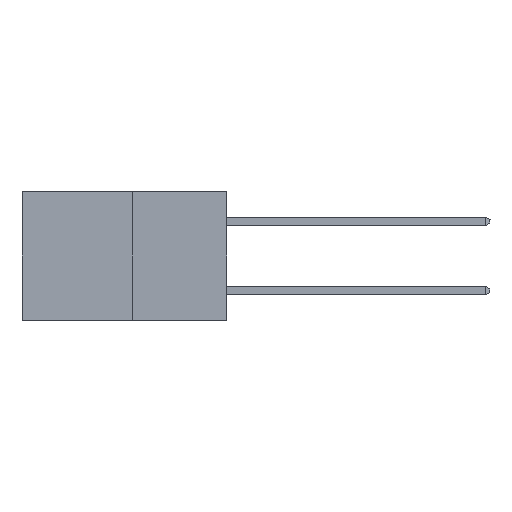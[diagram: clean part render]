
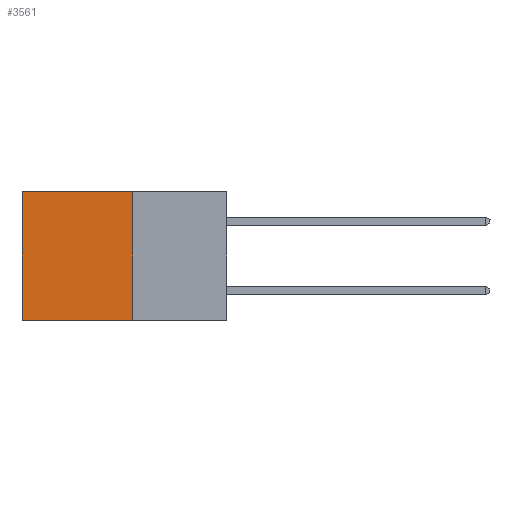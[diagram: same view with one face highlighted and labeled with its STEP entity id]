
A CAD part, left-side view. The second image highlights one B-rep face of the part: STEP entity #3561.
In plain terms, the highlighted planar face has unit normal (-1, 0, 0).
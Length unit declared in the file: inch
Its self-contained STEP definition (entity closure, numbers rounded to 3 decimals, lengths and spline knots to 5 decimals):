
#8 = VECTOR ( 'NONE', #9529, 39.37008 ) ;
#99 = EDGE_CURVE ( 'NONE', #3377, #5339, #8566, .T. ) ;
#146 = EDGE_CURVE ( 'NONE', #6659, #5339, #8162, .T. ) ;
#596 = AXIS2_PLACEMENT_3D ( 'NONE', #4073, #612, #6238 ) ;
#612 = DIRECTION ( 'NONE',  ( 1., 0., 0. ) ) ;
#707 = EDGE_CURVE ( 'NONE', #5514, #3377, #6211, .T. ) ;
#751 = CARTESIAN_POINT ( 'NONE',  ( 0.277, 0.59, -0.37 ) ) ;
#1013 = EDGE_LOOP ( 'NONE', ( #5999, #4326, #6197, #9601 ) ) ;
#1294 = FACE_OUTER_BOUND ( 'NONE', #1013, .T. ) ;
#1655 = LINE ( 'NONE', #6764, #5727 ) ;
#3050 = DIRECTION ( 'NONE',  ( 0., 1., 0. ) ) ;
#3377 = VERTEX_POINT ( 'NONE', #8542 ) ;
#3561 = ADVANCED_FACE ( 'NONE', ( #1294 ), #5587, .F. ) ;
#4073 = CARTESIAN_POINT ( 'NONE',  ( 0.277, 0.27, -0.37 ) ) ;
#4326 = ORIENTED_EDGE ( 'NONE', *, *, #99, .F. ) ;
#4400 = EDGE_CURVE ( 'NONE', #5514, #6659, #1655, .T. ) ;
#4742 = CARTESIAN_POINT ( 'NONE',  ( 0.277, 0.27, -0.37 ) ) ;
#5179 = DIRECTION ( 'NONE',  ( 0., 1., 0. ) ) ;
#5339 = VERTEX_POINT ( 'NONE', #751 ) ;
#5388 = DIRECTION ( 'NONE',  ( 0., 0., -1. ) ) ;
#5514 = VERTEX_POINT ( 'NONE', #8176 ) ;
#5587 = PLANE ( 'NONE',  #596 ) ;
#5727 = VECTOR ( 'NONE', #3050, 39.37008 ) ;
#5776 = CARTESIAN_POINT ( 'NONE',  ( 0.277, 0.27, -0.37 ) ) ;
#5999 = ORIENTED_EDGE ( 'NONE', *, *, #146, .T. ) ;
#6197 = ORIENTED_EDGE ( 'NONE', *, *, #707, .F. ) ;
#6211 = LINE ( 'NONE', #4742, #9436 ) ;
#6238 = DIRECTION ( 'NONE',  ( 0., 0., -1. ) ) ;
#6659 = VERTEX_POINT ( 'NONE', #6700 ) ;
#6664 = CARTESIAN_POINT ( 'NONE',  ( 0.277, 0.59, -0.37 ) ) ;
#6700 = CARTESIAN_POINT ( 'NONE',  ( 0.277, 0.59, 0. ) ) ;
#6764 = CARTESIAN_POINT ( 'NONE',  ( 0.277, 0.27, 0. ) ) ;
#8162 = LINE ( 'NONE', #6664, #8 ) ;
#8176 = CARTESIAN_POINT ( 'NONE',  ( 0.277, 0.27, 0. ) ) ;
#8542 = CARTESIAN_POINT ( 'NONE',  ( 0.277, 0.27, -0.37 ) ) ;
#8566 = LINE ( 'NONE', #5776, #8963 ) ;
#8963 = VECTOR ( 'NONE', #5179, 39.37008 ) ;
#9436 = VECTOR ( 'NONE', #5388, 39.37008 ) ;
#9529 = DIRECTION ( 'NONE',  ( 0., 0., -1. ) ) ;
#9601 = ORIENTED_EDGE ( 'NONE', *, *, #4400, .T. ) ;
